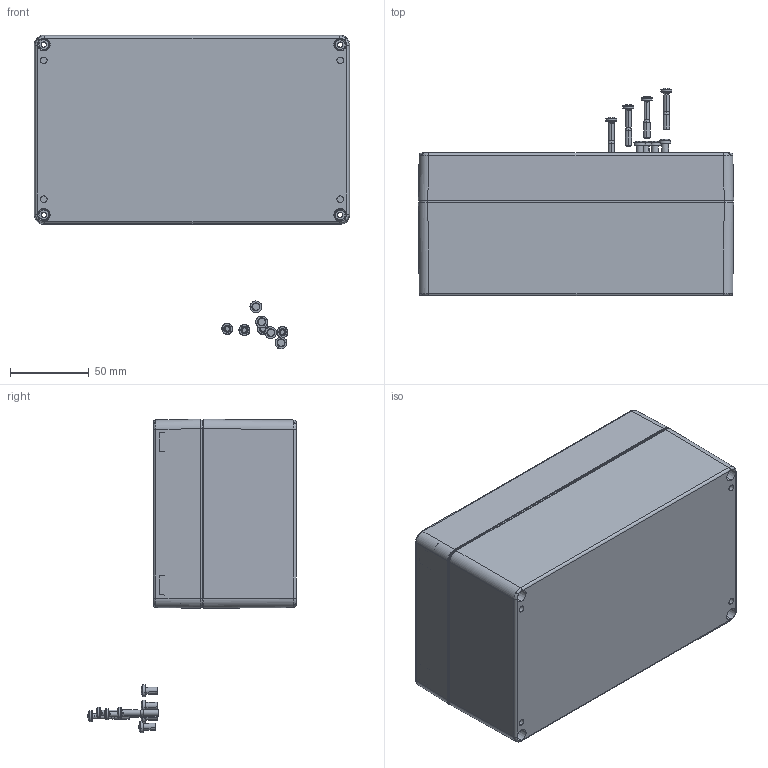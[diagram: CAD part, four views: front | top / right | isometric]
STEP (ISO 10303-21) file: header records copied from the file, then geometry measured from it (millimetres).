
FILE_DESCRIPTION (( 'STEP AP214' ), '1' );
FILE_NAME ('09122009.STEP', '2008-10-02T12:10:06', ( ' ' ), ( '' ), 'SwSTEP 2.0', 'SolidWorks 2008', '' );
FILE_SCHEMA (( 'AUTOMOTIVE_DESIGN' ));
Length unit declared in the file: millimetre
Products named in the file (9): 37084_Standard; 82002_im Deckel eingebaut; 51005_Standard; 38842_Standard; 5200.009.0_Standard; 93214_WN1442 D4,5x7,8; 31090-Einpressbuchse_Standard; 09122009
Assembly tree (17 placements, depth 3):
  09122009
    37084_Standard
      31090-Einpressbuchse_Standard  x4
      37084_Standard
    51005_Standard
      5200.009.0_Standard  x4
      93214_WN1442 D4,5x7,8  x4
    38842_Standard
    82002_im Deckel eingebaut
Bounding box: 200 x 132.04 x 198.94 mm (x, y, z)
Volume: 352700.8 mm3; surface area: 232632.3 mm2
Topology: 15 solids, 15 shells, 1634 faces, 3964 edges, 2404 vertices
Faces by surface type: plane 631, cylinder 291, bspline 260, cone 236, torus 208, sphere 8
Entity records: 45666 total; most frequent: CARTESIAN_POINT 19386, ORIENTED_EDGE 5652, DIRECTION 5192, EDGE_CURVE 2826, AXIS2_PLACEMENT_3D 2028, VERTEX_POINT 1690, EDGE_LOOP 1294, ADVANCED_FACE 1208
